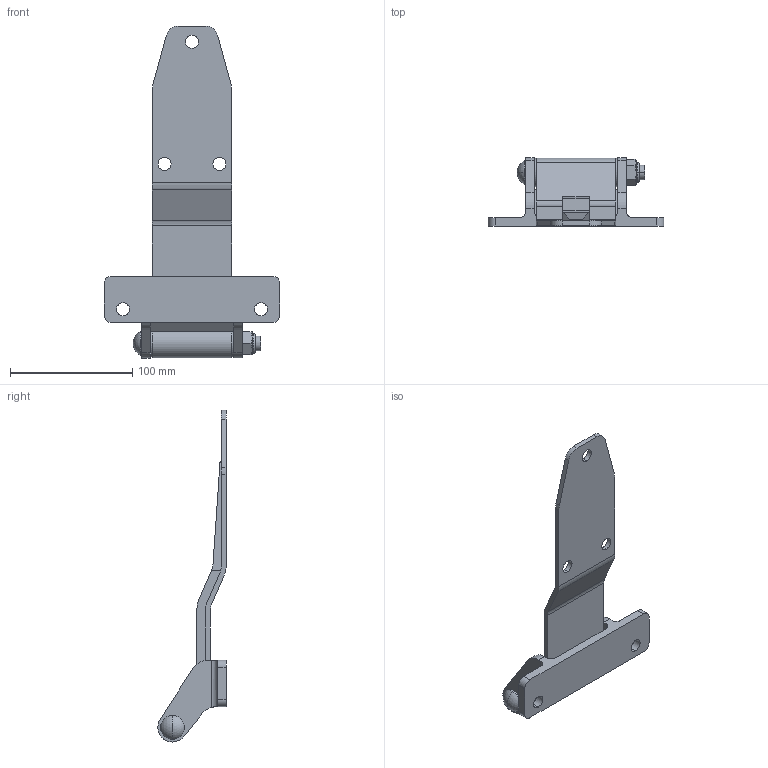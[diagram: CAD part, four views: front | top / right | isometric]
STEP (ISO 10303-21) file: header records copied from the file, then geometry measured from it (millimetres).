
FILE_DESCRIPTION (( 'STEP AP203' ), '1' );
FILE_NAME ('sone3D.STEP', '2014-09-25T11:32:33', ( '' ), ( '' ), 'SwSTEP 2.0', 'SolidWorks 2012', '' );
FILE_SCHEMA (( 'CONFIG_CONTROL_DESIGN' ));
Length unit declared in the file: millimetre
Products named in the file (6): FB-1880榋妏僫僢僩M12_JIS B 1181 Hexagon nut - Class 1 Finished M12 --N; FB-1880ピン_; FB-1880カラー_; FB-1880羽根_; FB-1880-1受座_; sone3D
Assembly tree (6 placements, depth 2):
  sone3D
    FB-1880-1受座_
    FB-1880羽根_
    FB-1880カラー_  x2
    FB-1880ピン_
    FB-1880榋妏僫僢僩M12_JIS B 1181 Hexagon nut - Class 1 Finished M12 --N
Bounding box: 144 x 55.98 x 272 mm (x, y, z)
Volume: 190628.1 mm3; surface area: 82707.6 mm2
Topology: 6 solids, 6 shells, 154 faces, 401 edges, 263 vertices
Faces by surface type: cylinder 76, plane 66, cone 8, sphere 2, torus 2
Entity records: 5328 total; most frequent: CARTESIAN_POINT 941, DIRECTION 819, ORIENTED_EDGE 766, EDGE_CURVE 383, AXIS2_PLACEMENT_3D 305, VERTEX_POINT 251, LINE 209, VECTOR 209
